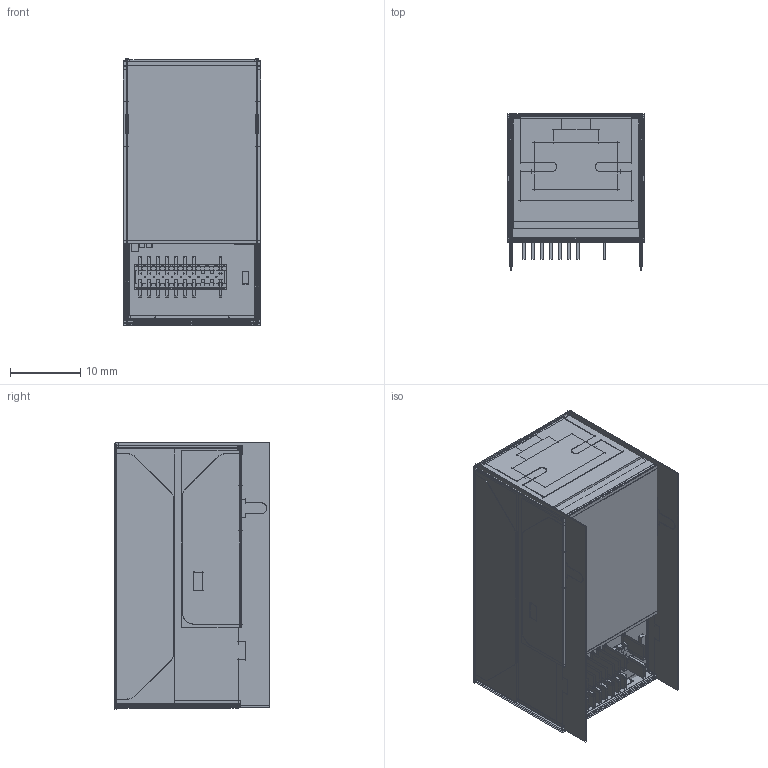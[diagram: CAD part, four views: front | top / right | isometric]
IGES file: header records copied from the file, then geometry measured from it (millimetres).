
Start section:  PTC IGES file: 50000878-01_asm.igs
Global section: file name: 50000878-01_asm.igs; native system: Pro/ENGINEER by Parametric Technology Corporation; preprocessor: 2006010; author: tmiller; organization: Unknown; date: 20061117.144344; units: inch
Bounding box: 19.55 x 22.2 x 38.04 mm (x, y, z)
Surface area: 162203.7 mm2
Topology: 101 solids, 101 shells, 2896 faces, 16337 edges, 22210 vertices
Faces by surface type: bspline 2580, revolution 316
